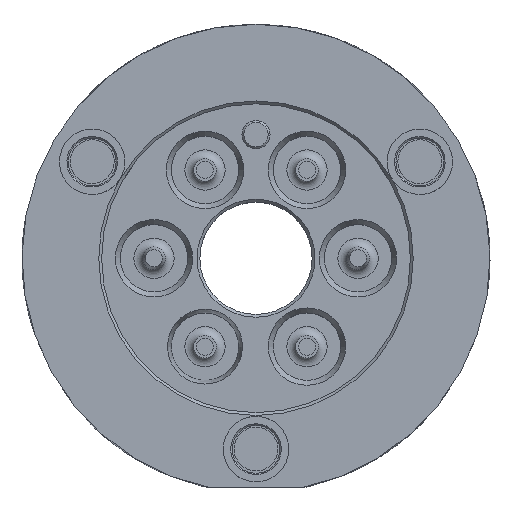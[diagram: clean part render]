
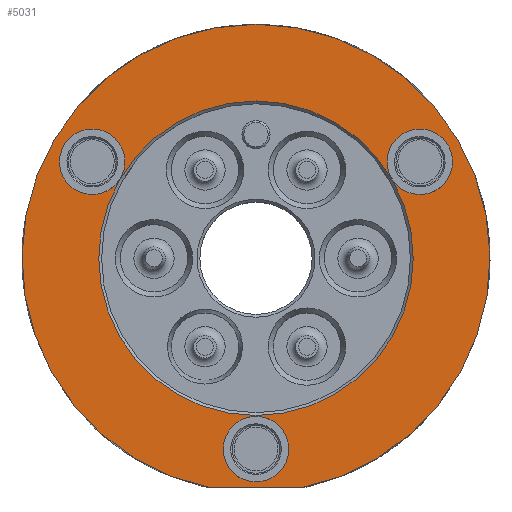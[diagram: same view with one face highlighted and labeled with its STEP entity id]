
A CAD part, top view. The second image highlights one B-rep face of the part: STEP entity #5031.
In plain terms, the highlighted planar face has unit normal (0, 0, 1).
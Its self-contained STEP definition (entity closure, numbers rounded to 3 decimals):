
#258=FACE_BOUND('',#977,.T.);
#259=FACE_BOUND('',#978,.T.);
#260=FACE_BOUND('',#979,.T.);
#261=FACE_BOUND('',#980,.T.);
#355=PLANE('',#5530);
#671=FACE_OUTER_BOUND('',#976,.T.);
#976=EDGE_LOOP('',(#4495,#4496));
#977=EDGE_LOOP('',(#4497,#4498));
#978=EDGE_LOOP('',(#4499,#4500));
#979=EDGE_LOOP('',(#4501,#4502));
#980=EDGE_LOOP('',(#4503,#4504));
#1334=LINE('',#26716,#1655);
#1655=VECTOR('',#6702,1000.);
#1724=CIRCLE('',#5128,2.7);
#1725=CIRCLE('',#5129,2.7);
#1886=CIRCLE('',#5343,16.8);
#1887=CIRCLE('',#5344,16.8);
#1892=CIRCLE('',#5352,25.);
#1980=CIRCLE('',#5531,2.7);
#1981=CIRCLE('',#5532,2.7);
#1982=CIRCLE('',#5533,2.7);
#1983=CIRCLE('',#5534,2.7);
#2008=VERTEX_POINT('',#6959);
#2009=VERTEX_POINT('',#6961);
#2172=VERTEX_POINT('',#7420);
#2173=VERTEX_POINT('',#7422);
#2178=VERTEX_POINT('',#7438);
#2179=VERTEX_POINT('',#7439);
#2475=VERTEX_POINT('',#26719);
#2476=VERTEX_POINT('',#26720);
#2477=VERTEX_POINT('',#26723);
#2478=VERTEX_POINT('',#26724);
#2542=EDGE_CURVE('',#2008,#2009,#1724,.T.);
#2543=EDGE_CURVE('',#2009,#2008,#1725,.T.);
#2751=EDGE_CURVE('',#2173,#2172,#1886,.T.);
#2752=EDGE_CURVE('',#2172,#2173,#1887,.T.);
#2759=EDGE_CURVE('',#2178,#2179,#1892,.T.);
#3200=EDGE_CURVE('',#2178,#2179,#1334,.T.);
#3201=EDGE_CURVE('',#2475,#2476,#1980,.T.);
#3202=EDGE_CURVE('',#2476,#2475,#1981,.T.);
#3203=EDGE_CURVE('',#2477,#2478,#1982,.T.);
#3204=EDGE_CURVE('',#2478,#2477,#1983,.T.);
#4495=ORIENTED_EDGE('',*,*,#3200,.F.);
#4496=ORIENTED_EDGE('',*,*,#2759,.T.);
#4497=ORIENTED_EDGE('',*,*,#2751,.T.);
#4498=ORIENTED_EDGE('',*,*,#2752,.T.);
#4499=ORIENTED_EDGE('',*,*,#3201,.F.);
#4500=ORIENTED_EDGE('',*,*,#3202,.F.);
#4501=ORIENTED_EDGE('',*,*,#3203,.F.);
#4502=ORIENTED_EDGE('',*,*,#3204,.F.);
#4503=ORIENTED_EDGE('',*,*,#2543,.F.);
#4504=ORIENTED_EDGE('',*,*,#2542,.F.);
#5031=ADVANCED_FACE('',(#671,#258,#259,#260,#261),#355,.T.);
#5128=AXIS2_PLACEMENT_3D('',#6962,#5643,#5644);
#5129=AXIS2_PLACEMENT_3D('',#6963,#5645,#5646);
#5343=AXIS2_PLACEMENT_3D('',#7423,#6118,#6119);
#5344=AXIS2_PLACEMENT_3D('',#7424,#6120,#6121);
#5352=AXIS2_PLACEMENT_3D('',#7440,#6138,#6139);
#5530=AXIS2_PLACEMENT_3D('',#26718,#6705,#6706);
#5531=AXIS2_PLACEMENT_3D('',#26721,#6707,#6708);
#5532=AXIS2_PLACEMENT_3D('',#26722,#6709,#6710);
#5533=AXIS2_PLACEMENT_3D('',#26725,#6711,#6712);
#5534=AXIS2_PLACEMENT_3D('',#26726,#6713,#6714);
#5643=DIRECTION('center_axis',(0.,0.,
1.));
#5644=DIRECTION('ref_axis',(-0.998,0.059,0.));
#5645=DIRECTION('center_axis',(0.,0.,
1.));
#5646=DIRECTION('ref_axis',(-0.998,0.059,0.));
#6118=DIRECTION('center_axis',(0.,0.,-1.));
#6119=DIRECTION('ref_axis',(1.,0.,0.));
#6120=DIRECTION('center_axis',(0.,0.,-1.));
#6121=DIRECTION('ref_axis',(1.,0.,0.));
#6138=DIRECTION('center_axis',(0.,0.,1.));
#6139=DIRECTION('ref_axis',(1.,0.,0.));
#6702=DIRECTION('',(-1.,0.,0.));
#6705=DIRECTION('center_axis',(0.,0.,1.));
#6706=DIRECTION('ref_axis',(1.,0.,0.));
#6707=DIRECTION('center_axis',(0.,0.,
1.));
#6708=DIRECTION('ref_axis',(-0.998,0.059,0.));
#6709=DIRECTION('center_axis',(0.,0.,
1.));
#6710=DIRECTION('ref_axis',(-0.998,0.059,0.));
#6711=DIRECTION('center_axis',(0.,0.,
1.));
#6712=DIRECTION('ref_axis',(-0.998,0.059,0.));
#6713=DIRECTION('center_axis',(0.,0.,
1.));
#6714=DIRECTION('ref_axis',(-0.998,0.059,0.));
#6959=CARTESIAN_POINT('',(8.452,37.933,48.822));
#6961=CARTESIAN_POINT('',(3.061,38.25,48.822));
#6962=CARTESIAN_POINT('Origin',(5.756,38.092,48.822));
#6963=CARTESIAN_POINT('Origin',(5.756,38.092,48.822));
#7420=CARTESIAN_POINT('',(6.456,27.792,48.822));
#7422=CARTESIAN_POINT('',(40.056,27.792,48.822));
#7423=CARTESIAN_POINT('Origin',(23.256,27.792,48.822));
#7424=CARTESIAN_POINT('Origin',(23.256,27.792,48.822));
#7438=CARTESIAN_POINT('',(28.231,3.292,48.822));
#7439=CARTESIAN_POINT('',(18.281,3.292,48.822));
#7440=CARTESIAN_POINT('Origin',(23.256,27.792,48.822));
#26716=CARTESIAN_POINT('',(28.231,3.292,48.822));
#26718=CARTESIAN_POINT('Origin',(23.256,27.792,48.822));
#26719=CARTESIAN_POINT('',(38.061,38.25,48.822));
#26720=CARTESIAN_POINT('',(43.452,37.933,48.822));
#26721=CARTESIAN_POINT('Origin',(40.756,38.092,48.822));
#26722=CARTESIAN_POINT('Origin',(40.756,38.092,48.822));
#26723=CARTESIAN_POINT('',(20.561,7.55,48.822));
#26724=CARTESIAN_POINT('',(25.952,7.233,48.822));
#26725=CARTESIAN_POINT('Origin',(23.256,7.392,48.822));
#26726=CARTESIAN_POINT('Origin',(23.256,7.392,48.822));
